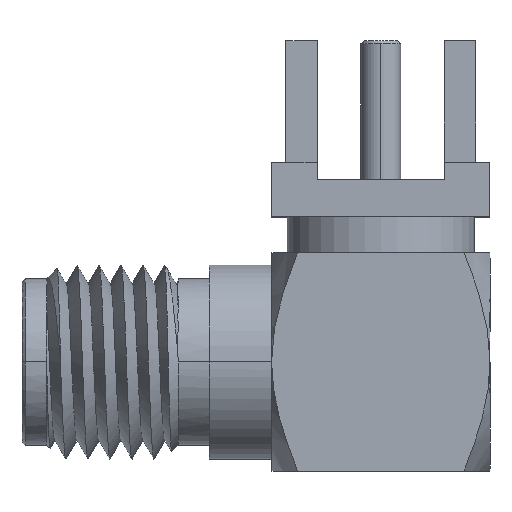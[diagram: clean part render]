
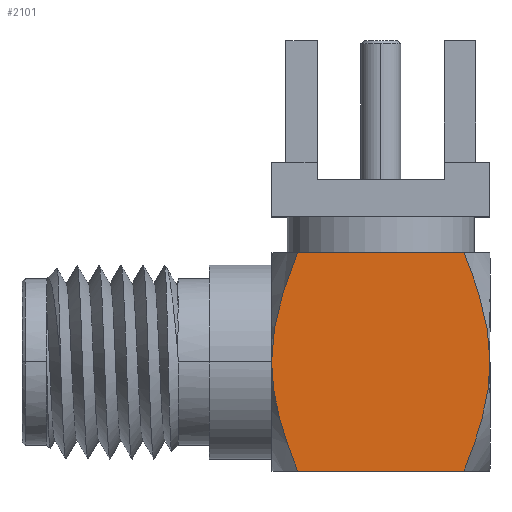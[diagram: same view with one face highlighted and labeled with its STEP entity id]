
A CAD part, top view. The second image highlights one B-rep face of the part: STEP entity #2101.
In plain terms, the highlighted planar face has unit normal (0, 0, 1).
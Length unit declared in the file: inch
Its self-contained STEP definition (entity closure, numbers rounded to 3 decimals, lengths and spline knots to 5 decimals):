
#152 = CARTESIAN_POINT ( 'NONE',  ( 0.3269, -0.07831, 0.1378 ) ) ;
#234 = DIRECTION ( 'NONE',  ( 1., 0., 0. ) ) ;
#663 = VERTEX_POINT ( 'NONE', #1110 ) ;
#775 = CARTESIAN_POINT ( 'NONE',  ( 0.31513, 0.01046, 0.13779 ) ) ;
#803 = CARTESIAN_POINT ( 'NONE',  ( 0.31457, 0.13819, 0.1378 ) ) ;
#914 = CARTESIAN_POINT ( 'NONE',  ( 0.31854, 0.04211, 0.13779 ) ) ;
#939 = CARTESIAN_POINT ( 'NONE',  ( 0.31496, 0., 0.1378 ) ) ;
#972 = CARTESIAN_POINT ( 'NONE',  ( 0.56325, -0.12394, 0.1378 ) ) ;
#1001 = CARTESIAN_POINT ( 'NONE',  ( 0.31496, -0.01052, 0.1378 ) ) ;
#1077 = CARTESIAN_POINT ( 'NONE',  ( 0.32608, -0.0754, 0.1378 ) ) ;
#1110 = CARTESIAN_POINT ( 'NONE',  ( 0.34791, -0.1378, 0.1378 ) ) ;
#1119 = CARTESIAN_POINT ( 'NONE',  ( 0.57997, -0.07346, 0.1378 ) ) ;
#1690 = B_SPLINE_CURVE_WITH_KNOTS ( 'NONE', 3,
 ( #7978, #1866, #775, #3997, #4914, #7123, #914, #2990, #12415, #10155, #13090, #1928, #8049, #10954 ),
 .UNSPECIFIED., .F., .F.,
 ( 4, 2, 2, 2, 2, 2, 4 ),
 ( 0., 0.125, 0.25, 0.375, 0.4375, 0.5, 1. ),
 .UNSPECIFIED. ) ;
#1691 = VERTEX_POINT ( 'NONE', #13001 ) ;
#1866 = CARTESIAN_POINT ( 'NONE',  ( 0.31496, 0.00526, 0.1378 ) ) ;
#1928 = CARTESIAN_POINT ( 'NONE',  ( 0.32864, 0.08672, 0.1378 ) ) ;
#1961 = CARTESIAN_POINT ( 'NONE',  ( 0.32057, -0.0529, 0.13779 ) ) ;
#2101 = ADVANCED_FACE ( 'NONE', ( #9915 ), #6947, .T. ) ;
#2164 = CARTESIAN_POINT ( 'NONE',  ( 0.32175, -0.05834, 0.1378 ) ) ;
#2404 = VERTEX_POINT ( 'NONE', #11232 ) ;
#2628 = B_SPLINE_CURVE_WITH_KNOTS ( 'NONE', 3,
 ( #10969, #9970, #4931, #3943, #7997, #12044, #2938, #4989, #4015, #3011, #7078 ),
 .UNSPECIFIED., .F., .F.,
 ( 4, 1, 1, 1, 2, 2, 4 ),
 ( 0., 0.25, 0.375, 0.4375, 0.46875, 0.5, 1. ),
 .UNSPECIFIED. ) ;
#2691 = DIRECTION ( 'NONE',  ( -1., 0., 0. ) ) ;
#2908 = EDGE_CURVE ( 'NONE', #663, #6612, #13047, .T. ) ;
#2938 = CARTESIAN_POINT ( 'NONE',  ( 0.58309, 0.06106, 0.1378 ) ) ;
#2949 = CARTESIAN_POINT ( 'NONE',  ( 0.34241, -0.12432, 0.1378 ) ) ;
#2990 = CARTESIAN_POINT ( 'NONE',  ( 0.32006, 0.0502, 0.13779 ) ) ;
#3011 = CARTESIAN_POINT ( 'NONE',  ( 0.56891, 0.11008, 0.1378 ) ) ;
#3564 = ORIENTED_EDGE ( 'NONE', *, *, #10979, .T. ) ;
#3890 = DIRECTION ( 'NONE',  ( 0., 0., 1. ) ) ;
#3943 = CARTESIAN_POINT ( 'NONE',  ( 0.58657, 0.04454, 0.1378 ) ) ;
#3997 = CARTESIAN_POINT ( 'NONE',  ( 0.31581, 0.02089, 0.13779 ) ) ;
#4015 = CARTESIAN_POINT ( 'NONE',  ( 0.57719, 0.08543, 0.1378 ) ) ;
#4061 = CARTESIAN_POINT ( 'NONE',  ( 0.58176, -0.06656, 0.1378 ) ) ;
#4218 = CARTESIAN_POINT ( 'NONE',  ( 0.32949, -0.08714, 0.1378 ) ) ;
#4748 = CARTESIAN_POINT ( 'NONE',  ( 0.45276, 0.1378, 0.1378 ) ) ;
#4914 = CARTESIAN_POINT ( 'NONE',  ( 0.31631, 0.02605, 0.13779 ) ) ;
#4931 = CARTESIAN_POINT ( 'NONE',  ( 0.58954, 0.02569, 0.1378 ) ) ;
#4976 = CARTESIAN_POINT ( 'NONE',  ( 0.59055, 0., 0.1378 ) ) ;
#4989 = CARTESIAN_POINT ( 'NONE',  ( 0.58275, 0.06249, 0.1378 ) ) ;
#5063 = CARTESIAN_POINT ( 'NONE',  ( 0.34791, -0.1378, 0.1378 ) ) ;
#5196 = CARTESIAN_POINT ( 'NONE',  ( 0.32452, -0.06961, 0.1378 ) ) ;
#5268 = EDGE_CURVE ( 'NONE', #6612, #9296, #1690, .T. ) ;
#5937 = ORIENTED_EDGE ( 'NONE', *, *, #7785, .T. ) ;
#6107 = CARTESIAN_POINT ( 'NONE',  ( 0.5576, -0.1378, 0.1378 ) ) ;
#6312 = VECTOR ( 'NONE', #2691, 39.37008 ) ;
#6458 = CARTESIAN_POINT ( 'NONE',  ( 0.59055, 0., 0.1378 ) ) ;
#6612 = VERTEX_POINT ( 'NONE', #7725 ) ;
#6681 = LINE ( 'NONE', #4748, #6312 ) ;
#6841 = ORIENTED_EDGE ( 'NONE', *, *, #5268, .F. ) ;
#6947 = PLANE ( 'NONE',  #8523 ) ;
#6982 = CARTESIAN_POINT ( 'NONE',  ( 0.58106, -0.0693, 0.1378 ) ) ;
#7053 = CARTESIAN_POINT ( 'NONE',  ( 0.59055, -0.02025, 0.1378 ) ) ;
#7078 = CARTESIAN_POINT ( 'NONE',  ( 0.5576, 0.1378, 0.1378 ) ) ;
#7120 = CARTESIAN_POINT ( 'NONE',  ( 0.5706, -0.10431, 0.1378 ) ) ;
#7123 = CARTESIAN_POINT ( 'NONE',  ( 0.31769, 0.03676, 0.13779 ) ) ;
#7226 = LINE ( 'NONE', #9330, #12921 ) ;
#7712 = EDGE_LOOP ( 'NONE', ( #8065, #3564, #6841, #11138, #5937, #9818 ) ) ;
#7725 = CARTESIAN_POINT ( 'NONE',  ( 0.31496, 0., 0.1378 ) ) ;
#7785 = EDGE_CURVE ( 'NONE', #663, #2404, #7226, .T. ) ;
#7978 = CARTESIAN_POINT ( 'NONE',  ( 0.31496, 0., 0.1378 ) ) ;
#7997 = CARTESIAN_POINT ( 'NONE',  ( 0.58465, 0.05414, 0.1378 ) ) ;
#8048 = EDGE_CURVE ( 'NONE', #8761, #1691, #2628, .T. ) ;
#8049 = CARTESIAN_POINT ( 'NONE',  ( 0.33691, 0.11085, 0.1378 ) ) ;
#8065 = ORIENTED_EDGE ( 'NONE', *, *, #8048, .T. ) ;
#8523 = AXIS2_PLACEMENT_3D ( 'NONE', #803, #3890, #8993 ) ;
#8761 = VERTEX_POINT ( 'NONE', #6458 ) ;
#8992 = CARTESIAN_POINT ( 'NONE',  ( 0.33139, -0.09314, 0.1378 ) ) ;
#8993 = DIRECTION ( 'NONE',  ( 0., -1., 0. ) ) ;
#9028 = CARTESIAN_POINT ( 'NONE',  ( 0.58209, -0.06524, 0.1378 ) ) ;
#9247 = CARTESIAN_POINT ( 'NONE',  ( 0.32377, -0.06665, 0.1378 ) ) ;
#9294 = B_SPLINE_CURVE_WITH_KNOTS ( 'NONE', 3,
 ( #6107, #972, #7120, #10020, #1119, #6982, #4061, #9028, #12225, #7053, #4976 ),
 .UNSPECIFIED., .F., .F.,
 ( 4, 1, 1, 1, 2, 2, 4 ),
 ( 0., 0.25, 0.375, 0.4375, 0.46875, 0.5, 1. ),
 .UNSPECIFIED. ) ;
#9296 = VERTEX_POINT ( 'NONE', #12420 ) ;
#9330 = CARTESIAN_POINT ( 'NONE',  ( 0.45276, -0.1378, 0.1378 ) ) ;
#9818 = ORIENTED_EDGE ( 'NONE', *, *, #11564, .T. ) ;
#9915 = FACE_OUTER_BOUND ( 'NONE', #7712, .T. ) ;
#9970 = CARTESIAN_POINT ( 'NONE',  ( 0.59055, 0.01012, 0.1378 ) ) ;
#10020 = CARTESIAN_POINT ( 'NONE',  ( 0.57718, -0.08341, 0.1378 ) ) ;
#10048 = CARTESIAN_POINT ( 'NONE',  ( 0.31768, -0.0367, 0.13779 ) ) ;
#10114 = CARTESIAN_POINT ( 'NONE',  ( 0.33759, -0.11152, 0.13781 ) ) ;
#10155 = CARTESIAN_POINT ( 'NONE',  ( 0.32179, 0.05837, 0.13779 ) ) ;
#10182 = CARTESIAN_POINT ( 'NONE',  ( 0.31854, -0.0421, 0.13779 ) ) ;
#10954 = CARTESIAN_POINT ( 'NONE',  ( 0.34791, 0.1378, 0.1378 ) ) ;
#10969 = CARTESIAN_POINT ( 'NONE',  ( 0.59055, 0., 0.1378 ) ) ;
#10979 = EDGE_CURVE ( 'NONE', #1691, #9296, #6681, .T. ) ;
#11138 = ORIENTED_EDGE ( 'NONE', *, *, #2908, .F. ) ;
#11232 = CARTESIAN_POINT ( 'NONE',  ( 0.5576, -0.1378, 0.1378 ) ) ;
#11564 = EDGE_CURVE ( 'NONE', #2404, #8761, #9294, .T. ) ;
#11983 = CARTESIAN_POINT ( 'NONE',  ( 0.31564, -0.02081, 0.13779 ) ) ;
#12044 = CARTESIAN_POINT ( 'NONE',  ( 0.58373, 0.05828, 0.1378 ) ) ;
#12225 = CARTESIAN_POINT ( 'NONE',  ( 0.58784, -0.04153, 0.1378 ) ) ;
#12415 = CARTESIAN_POINT ( 'NONE',  ( 0.32061, 0.05291, 0.13779 ) ) ;
#12420 = CARTESIAN_POINT ( 'NONE',  ( 0.34791, 0.1378, 0.1378 ) ) ;
#12921 = VECTOR ( 'NONE', #234, 39.37008 ) ;
#13001 = CARTESIAN_POINT ( 'NONE',  ( 0.5576, 0.1378, 0.1378 ) ) ;
#13047 = B_SPLINE_CURVE_WITH_KNOTS ( 'NONE', 3,
 ( #5063, #2949, #10114, #8992, #4218, #152, #1077, #5196, #9247, #2164, #1961, #10182, #10048, #11983, #1001, #939 ),
 .UNSPECIFIED., .F., .F.,
 ( 4, 2, 2, 2, 2, 2, 2, 4 ),
 ( 0., 0.25, 0.375, 0.4375, 0.5, 0.625, 0.75, 1. ),
 .UNSPECIFIED. ) ;
#13090 = CARTESIAN_POINT ( 'NONE',  ( 0.3224, 0.06103, 0.1378 ) ) ;
